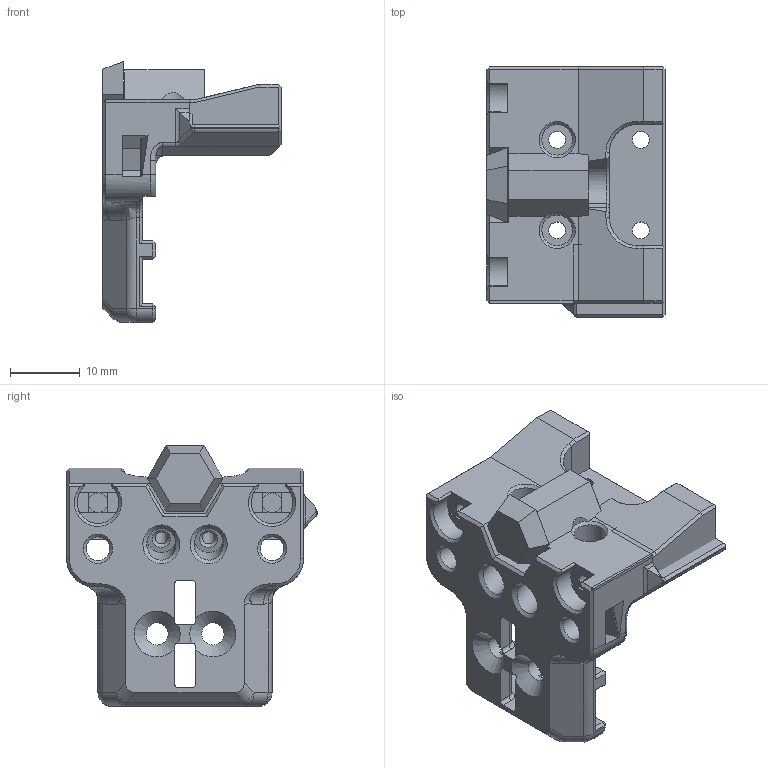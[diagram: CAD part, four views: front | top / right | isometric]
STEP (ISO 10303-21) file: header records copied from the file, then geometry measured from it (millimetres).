
FILE_DESCRIPTION(/* description */ ('STEP AP242 Edition 2','CAx-IF Rec.Pracs.---Representation and Presentation of Product Manufacturing Information (PMI)---4.0---2014-10-13','CAx-IF Rec.Pracs.---3D Tessellated Geometry---0.4---2014-09-14','2;1','CAx-IF Rec.Pracs.---User Defined Attributes---1.5---2016-08-15'),/* implementation_level */ '2;1');
FILE_NAME(/* name */ '69749091be35011dac3ce51a',/* time_stamp */ '2026-01-24T09:27:46Z',/* author */ (''),/* organization */ (''),/* preprocessor_version */ 'ST-DEVELOPER v20',/* originating_system */ 'ONSHAPE BY PTC INC, 1.209',/* authorisation */ ' ');
FILE_SCHEMA (('AP242_MANAGED_MODEL_BASED_3D_ENGINEERING_MIM_LF { 1 0 10303 442 3 1 4 }'));
Length unit declared in the file: metre
Products named in the file (3): X Carriage Body; X Carriage Body Endstop; X Carriage Support
Bounding box: 25.6 x 36 x 37.45 mm (x, y, z)
Volume: 16857.9 mm3; surface area: 11926.4 mm2
Topology: 3 solids, 3 shells, 730 faces, 1979 edges, 1235 vertices
Faces by surface type: plane 481, cylinder 147, cone 49, bspline 24, torus 20, sphere 9
Full cylindrical faces by diameter (mm): 1.8 x6, 2.4 x8, 2.8 x4, 3.2 x4, 3.4 x10, 4.2 x4, 4.4 x4, 4.7 x3
Entity records: 22903 total; most frequent: CARTESIAN_POINT 4955, ORIENTED_EDGE 3724, DIRECTION 3635, EDGE_CURVE 1862, LINE 1311, VECTOR 1311, VERTEX_POINT 1195, AXIS2_PLACEMENT_3D 1162
